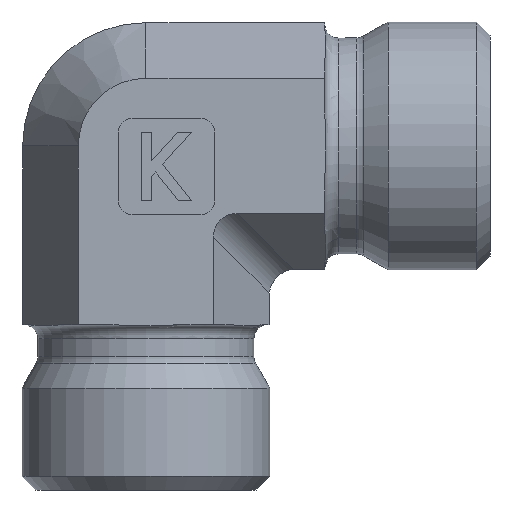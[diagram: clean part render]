
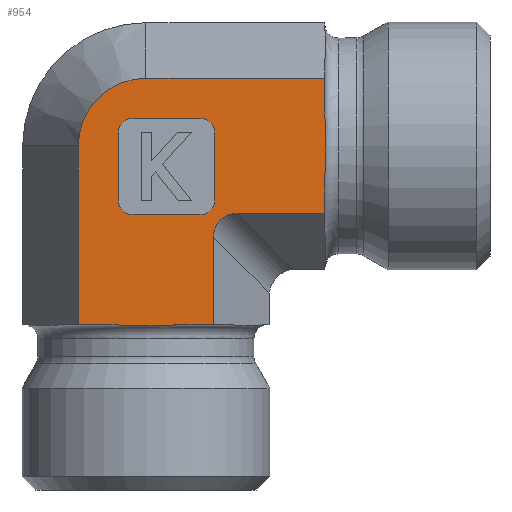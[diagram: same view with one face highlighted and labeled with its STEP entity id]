
A CAD part, left-side view. The second image highlights one B-rep face of the part: STEP entity #954.
In plain terms, the highlighted planar face has unit normal (-1, 0, 0).
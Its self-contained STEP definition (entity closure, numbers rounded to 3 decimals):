
#114=CARTESIAN_POINT('',(-27.685,7.08,2.));
#115=VERTEX_POINT('',#114);
#123=CARTESIAN_POINT('',(-27.685,12.008,2.));
#124=VERTEX_POINT('',#123);
#125=CARTESIAN_POINT('',(-27.685,12.008,2.));
#126=CARTESIAN_POINT('',(-27.685,11.775,2.));
#127=CARTESIAN_POINT('',(-27.685,11.496,1.992));
#128=CARTESIAN_POINT('',(-27.685,10.726,1.965));
#129=CARTESIAN_POINT('',(-27.685,10.082,1.937));
#130=CARTESIAN_POINT('',(-27.685,9.006,1.937));
#131=CARTESIAN_POINT('',(-27.685,8.362,1.965));
#132=CARTESIAN_POINT('',(-27.685,7.592,1.992));
#133=CARTESIAN_POINT('',(-27.685,7.312,2.));
#134=CARTESIAN_POINT('',(-27.685,7.08,2.));
#135=B_SPLINE_CURVE_WITH_KNOTS('',3,(#125,#126,#127,#128,#129,#130,#131,#132,#133,#134),.UNSPECIFIED.,.F.,.U.,(4,2,2,2,4),(0.782,0.852,1.013,1.174,1.244),.UNSPECIFIED.);
#136=EDGE_CURVE('',#124,#115,#135,.T.);
#611=CARTESIAN_POINT('',(-27.685,4.636,2.));
#612=VERTEX_POINT('',#611);
#613=CARTESIAN_POINT('',(-27.685,7.08,2.));
#614=DIRECTION('',(0.0,-1.0,0.0));
#615=VECTOR('',#614,2.443);
#616=LINE('',#613,#615);
#617=EDGE_CURVE('',#115,#612,#616,.T.);
#645=CARTESIAN_POINT('',(-27.685,14.451,2.));
#646=VERTEX_POINT('',#645);
#654=CARTESIAN_POINT('',(-27.685,14.451,2.));
#655=DIRECTION('',(0.0,-1.0,0.0));
#656=VECTOR('',#655,2.443);
#657=LINE('',#654,#656);
#658=EDGE_CURVE('',#646,#124,#657,.T.);
#795=CARTESIAN_POINT('',(-27.685,4.636,0.0));
#796=DIRECTION('',(-1.0,0.0,0.0));
#797=DIRECTION('',(0.0,0.0,1.0));
#798=AXIS2_PLACEMENT_3D('',#795,#796,#797);
#799=PLANE('',#798);
#800=ORIENTED_EDGE('',*,*,#617,.T.);
#801=CARTESIAN_POINT('',(-27.685,4.636,8.36));
#802=VERTEX_POINT('',#801);
#803=CARTESIAN_POINT('',(-27.685,4.636,2.));
#804=DIRECTION('',(0.0,0.0,1.0));
#805=VECTOR('',#804,6.36);
#806=LINE('',#803,#805);
#807=EDGE_CURVE('',#612,#802,#806,.T.);
#808=ORIENTED_EDGE('',*,*,#807,.T.);
#809=CARTESIAN_POINT('',(-27.685,2.904,10.093));
#810=VERTEX_POINT('',#809);
#811=CARTESIAN_POINT('',(-27.685,2.327,7.783));
#812=DIRECTION('',(-1.0,0.0,0.0));
#813=DIRECTION('',(0.0,0.707,0.707));
#814=AXIS2_PLACEMENT_3D('',#811,#812,#813);
#815=ELLIPSE('',#814,2.582,2.0);
#816=EDGE_CURVE('',#810,#802,#815,.T.);
#817=ORIENTED_EDGE('',*,*,#816,.F.);
#818=CARTESIAN_POINT('',(-27.685,-3.456,10.093));
#819=VERTEX_POINT('',#818);
#820=CARTESIAN_POINT('',(-27.685,2.904,10.093));
#821=DIRECTION('',(0.0,-1.0,0.0));
#822=VECTOR('',#821,6.36);
#823=LINE('',#820,#822);
#824=EDGE_CURVE('',#810,#819,#823,.T.);
#825=ORIENTED_EDGE('',*,*,#824,.T.);
#826=CARTESIAN_POINT('',(-27.685,-3.456,12.536));
#827=VERTEX_POINT('',#826);
#828=CARTESIAN_POINT('',(-27.685,-3.456,10.093));
#829=DIRECTION('',(0.0,0.0,1.0));
#830=VECTOR('',#829,2.443);
#831=LINE('',#828,#830);
#832=EDGE_CURVE('',#819,#827,#831,.T.);
#833=ORIENTED_EDGE('',*,*,#832,.T.);
#834=CARTESIAN_POINT('',(-27.685,-3.456,17.464));
#835=VERTEX_POINT('',#834);
#836=CARTESIAN_POINT('',(-27.685,-3.456,12.536));
#837=CARTESIAN_POINT('',(-27.685,-3.456,12.769));
#838=CARTESIAN_POINT('',(-27.685,-3.464,13.048));
#839=CARTESIAN_POINT('',(-27.685,-3.491,13.818));
#840=CARTESIAN_POINT('',(-27.685,-3.519,14.462));
#841=CARTESIAN_POINT('',(-27.685,-3.519,15.538));
#842=CARTESIAN_POINT('',(-27.685,-3.491,16.182));
#843=CARTESIAN_POINT('',(-27.685,-3.464,16.952));
#844=CARTESIAN_POINT('',(-27.685,-3.456,17.231));
#845=CARTESIAN_POINT('',(-27.685,-3.456,17.464));
#846=B_SPLINE_CURVE_WITH_KNOTS('',3,(#836,#837,#838,#839,#840,#841,#842,#843,#844,#845),.UNSPECIFIED.,.F.,.U.,(4,2,2,2,4),(0.782,0.852,1.013,1.174,1.244),.UNSPECIFIED.);
#847=EDGE_CURVE('',#827,#835,#846,.T.);
#848=ORIENTED_EDGE('',*,*,#847,.T.);
#849=CARTESIAN_POINT('',(-27.685,-3.456,19.907));
#850=VERTEX_POINT('',#849);
#851=CARTESIAN_POINT('',(-27.685,-3.456,17.464));
#852=DIRECTION('',(0.0,0.0,1.0));
#853=VECTOR('',#852,2.443);
#854=LINE('',#851,#853);
#855=EDGE_CURVE('',#835,#850,#854,.T.);
#856=ORIENTED_EDGE('',*,*,#855,.T.);
#857=CARTESIAN_POINT('',(-27.685,9.544,19.907));
#858=VERTEX_POINT('',#857);
#859=CARTESIAN_POINT('',(-27.685,9.544,19.907));
#860=DIRECTION('',(0.0,-1.0,0.0));
#861=VECTOR('',#860,13.);
#862=LINE('',#859,#861);
#863=EDGE_CURVE('',#858,#850,#862,.T.);
#864=ORIENTED_EDGE('',*,*,#863,.F.);
#865=CARTESIAN_POINT('',(-27.685,14.451,15.0));
#866=VERTEX_POINT('',#865);
#867=CARTESIAN_POINT('',(-27.685,9.544,15.0));
#868=DIRECTION('',(-1.0,0.0,0.0));
#869=DIRECTION('',(0.0,0.0,1.0));
#870=AXIS2_PLACEMENT_3D('',#867,#868,#869);
#871=CIRCLE('',#870,4.907);
#872=EDGE_CURVE('',#858,#866,#871,.T.);
#873=ORIENTED_EDGE('',*,*,#872,.T.);
#874=CARTESIAN_POINT('',(-27.685,14.451,2.));
#875=DIRECTION('',(0.0,0.0,1.0));
#876=VECTOR('',#875,13.);
#877=LINE('',#874,#876);
#878=EDGE_CURVE('',#646,#866,#877,.T.);
#879=ORIENTED_EDGE('',*,*,#878,.F.);
#880=ORIENTED_EDGE('',*,*,#658,.T.);
#881=ORIENTED_EDGE('',*,*,#136,.T.);
#882=EDGE_LOOP('',(#800,#808,#817,#825,#833,#848,#856,#864,#873,#879,#880,#881));
#883=FACE_OUTER_BOUND('',#882,.T.);
#884=CARTESIAN_POINT('',(-27.685,5.544,10.));
#885=VERTEX_POINT('',#884);
#886=CARTESIAN_POINT('',(-27.685,10.544,10.));
#887=VERTEX_POINT('',#886);
#888=CARTESIAN_POINT('',(-27.685,5.544,10.));
#889=DIRECTION('',(0.0,1.0,0.0));
#890=VECTOR('',#889,5.);
#891=LINE('',#888,#890);
#892=EDGE_CURVE('',#885,#887,#891,.T.);
#893=ORIENTED_EDGE('',*,*,#892,.T.);
#894=CARTESIAN_POINT('',(-27.685,11.544,11.));
#895=VERTEX_POINT('',#894);
#896=CARTESIAN_POINT('',(-27.685,10.544,11.));
#897=DIRECTION('',(-1.0,0.0,0.0));
#898=DIRECTION('',(0.0,0.707,-0.707));
#899=AXIS2_PLACEMENT_3D('',#896,#897,#898);
#900=CIRCLE('',#899,1.0);
#901=EDGE_CURVE('',#895,#887,#900,.T.);
#902=ORIENTED_EDGE('',*,*,#901,.F.);
#903=CARTESIAN_POINT('',(-27.685,11.544,16.));
#904=VERTEX_POINT('',#903);
#905=CARTESIAN_POINT('',(-27.685,11.544,11.));
#906=DIRECTION('',(0.0,0.0,1.0));
#907=VECTOR('',#906,5.);
#908=LINE('',#905,#907);
#909=EDGE_CURVE('',#895,#904,#908,.T.);
#910=ORIENTED_EDGE('',*,*,#909,.T.);
#911=CARTESIAN_POINT('',(-27.685,10.544,17.));
#912=VERTEX_POINT('',#911);
#913=CARTESIAN_POINT('',(-27.685,10.544,16.));
#914=DIRECTION('',(-1.0,0.0,0.0));
#915=DIRECTION('',(0.0,0.707,0.707));
#916=AXIS2_PLACEMENT_3D('',#913,#914,#915);
#917=CIRCLE('',#916,1.0);
#918=EDGE_CURVE('',#912,#904,#917,.T.);
#919=ORIENTED_EDGE('',*,*,#918,.F.);
#920=CARTESIAN_POINT('',(-27.685,5.544,17.));
#921=VERTEX_POINT('',#920);
#922=CARTESIAN_POINT('',(-27.685,10.544,17.));
#923=DIRECTION('',(0.0,-1.0,0.0));
#924=VECTOR('',#923,5.);
#925=LINE('',#922,#924);
#926=EDGE_CURVE('',#912,#921,#925,.T.);
#927=ORIENTED_EDGE('',*,*,#926,.T.);
#928=CARTESIAN_POINT('',(-27.685,4.544,16.));
#929=VERTEX_POINT('',#928);
#930=CARTESIAN_POINT('',(-27.685,5.544,16.));
#931=DIRECTION('',(-1.0,0.0,0.0));
#932=DIRECTION('',(0.0,-0.707,0.707));
#933=AXIS2_PLACEMENT_3D('',#930,#931,#932);
#934=CIRCLE('',#933,1.0);
#935=EDGE_CURVE('',#929,#921,#934,.T.);
#936=ORIENTED_EDGE('',*,*,#935,.F.);
#937=CARTESIAN_POINT('',(-27.685,4.544,11.));
#938=VERTEX_POINT('',#937);
#939=CARTESIAN_POINT('',(-27.685,4.544,16.));
#940=DIRECTION('',(0.0,0.0,-1.0));
#941=VECTOR('',#940,5.);
#942=LINE('',#939,#941);
#943=EDGE_CURVE('',#929,#938,#942,.T.);
#944=ORIENTED_EDGE('',*,*,#943,.T.);
#945=CARTESIAN_POINT('',(-27.685,5.544,11.));
#946=DIRECTION('',(-1.0,0.0,0.0));
#947=DIRECTION('',(0.0,-0.707,-0.707));
#948=AXIS2_PLACEMENT_3D('',#945,#946,#947);
#949=CIRCLE('',#948,1.0);
#950=EDGE_CURVE('',#885,#938,#949,.T.);
#951=ORIENTED_EDGE('',*,*,#950,.F.);
#952=EDGE_LOOP('',(#893,#902,#910,#919,#927,#936,#944,#951));
#953=FACE_BOUND('',#952,.T.);
#954=ADVANCED_FACE('',(#883,#953),#799,.T.);
